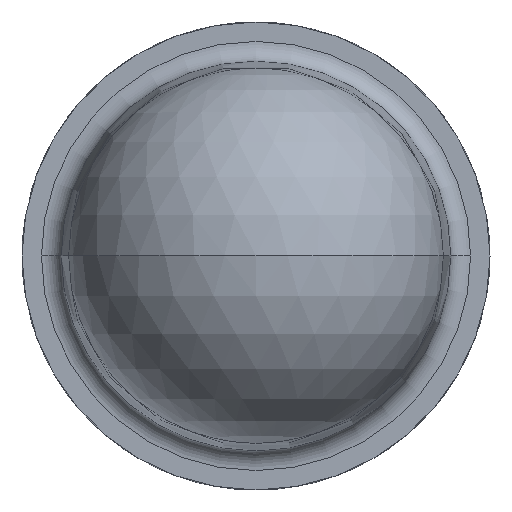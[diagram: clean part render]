
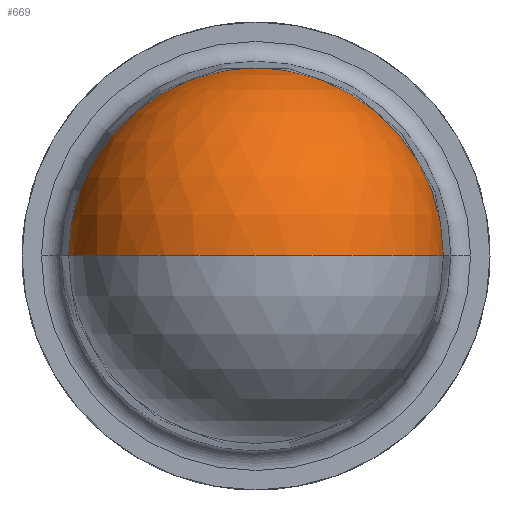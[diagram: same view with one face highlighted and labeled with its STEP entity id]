
A CAD part, top view. The second image highlights one B-rep face of the part: STEP entity #669.
In plain terms, the highlighted spherical face has radius 4.73 mm.
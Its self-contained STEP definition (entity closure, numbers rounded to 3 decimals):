
#42 = CARTESIAN_POINT ( 'NONE',  ( 0., 5., 0. ) ) ;
#153 = ORIENTED_EDGE ( 'NONE', *, *, #1775, .T. ) ;
#170 = CARTESIAN_POINT ( 'NONE',  ( 0., 5., 0. ) ) ;
#203 = VERTEX_POINT ( 'NONE', #530 ) ;
#342 = CARTESIAN_POINT ( 'NONE',  ( 0., 5., 0. ) ) ;
#427 = FACE_OUTER_BOUND ( 'NONE', #878, .T. ) ;
#445 = DIRECTION ( 'NONE',  ( 0., 0., 1. ) ) ;
#530 = CARTESIAN_POINT ( 'NONE',  ( -4.724, 5.248, 0. ) ) ;
#652 = DIRECTION ( 'NONE',  ( 0., 1., 0. ) ) ;
#669 = ADVANCED_FACE ( 'NONE', ( #427 ), #744, .T. ) ;
#672 = CIRCLE ( 'NONE', #1041, 4.73 ) ;
#707 = DIRECTION ( 'NONE',  ( 0., 0., 1. ) ) ;
#744 = SPHERICAL_SURFACE ( 'NONE', #1321, 4.73 ) ;
#771 = CARTESIAN_POINT ( 'NONE',  ( 4.724, 5.248, 0. ) ) ;
#878 = EDGE_LOOP ( 'NONE', ( #896, #153, #1552 ) ) ;
#896 = ORIENTED_EDGE ( 'NONE', *, *, #1123, .F. ) ;
#901 = DIRECTION ( 'NONE',  ( 0., 0., -1. ) ) ;
#1012 = VERTEX_POINT ( 'NONE', #1353 ) ;
#1013 = DIRECTION ( 'NONE',  ( 1., 0., 0. ) ) ;
#1037 = AXIS2_PLACEMENT_3D ( 'NONE', #42, #445, #1013 ) ;
#1041 = AXIS2_PLACEMENT_3D ( 'NONE', #342, #901, #1457 ) ;
#1088 = CARTESIAN_POINT ( 'NONE',  ( 0., 5.248, 0. ) ) ;
#1099 = DIRECTION ( 'NONE',  ( -1., 0., 0. ) ) ;
#1123 = EDGE_CURVE ( 'NONE', #1245, #1012, #1555, .T. ) ;
#1128 = AXIS2_PLACEMENT_3D ( 'NONE', #1088, #652, #1099 ) ;
#1245 = VERTEX_POINT ( 'NONE', #771 ) ;
#1306 = DIRECTION ( 'NONE',  ( -1., 0., 0. ) ) ;
#1321 = AXIS2_PLACEMENT_3D ( 'NONE', #170, #707, #1306 ) ;
#1353 = CARTESIAN_POINT ( 'NONE',  ( 0., 9.73, 0. ) ) ;
#1457 = DIRECTION ( 'NONE',  ( -1., 0., 0. ) ) ;
#1552 = ORIENTED_EDGE ( 'NONE', *, *, #1605, .T. ) ;
#1555 = CIRCLE ( 'NONE', #1037, 4.73 ) ;
#1605 = EDGE_CURVE ( 'NONE', #203, #1012, #672, .T. ) ;
#1678 = CIRCLE ( 'NONE', #1128, 4.724 ) ;
#1775 = EDGE_CURVE ( 'NONE', #1245, #203, #1678, .T. ) ;
